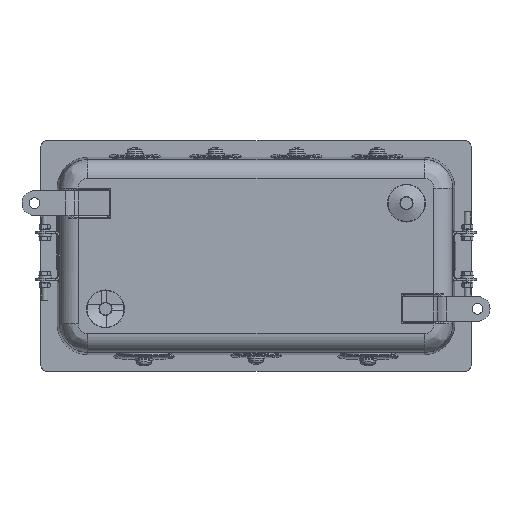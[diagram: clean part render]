
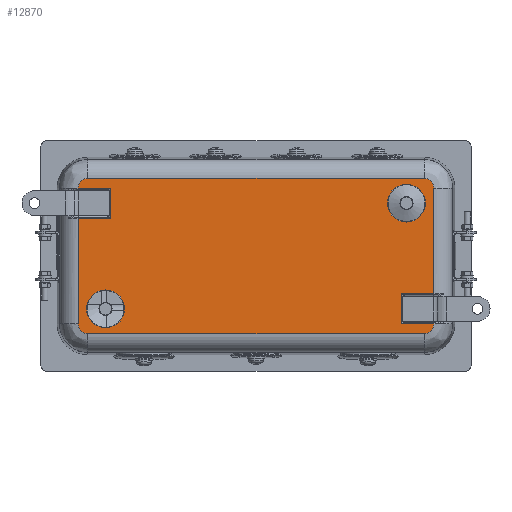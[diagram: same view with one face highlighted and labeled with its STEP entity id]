
A CAD part, front view. The second image highlights one B-rep face of the part: STEP entity #12870.
In plain terms, the highlighted planar face has unit normal (0, -1, 0).
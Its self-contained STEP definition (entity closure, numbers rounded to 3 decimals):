
#909=LINE('',#19333,#1602);
#958=LINE('',#19512,#1651);
#959=LINE('',#19514,#1652);
#960=LINE('',#19515,#1653);
#961=LINE('',#19519,#1654);
#962=LINE('',#19523,#1655);
#963=LINE('',#19525,#1656);
#964=LINE('',#19527,#1657);
#965=LINE('',#19529,#1658);
#966=LINE('',#19533,#1659);
#1602=VECTOR('',#15491,10.);
#1651=VECTOR('',#15670,10.);
#1652=VECTOR('',#15671,10.);
#1653=VECTOR('',#15672,10.);
#1654=VECTOR('',#15675,10.);
#1655=VECTOR('',#15678,10.);
#1656=VECTOR('',#15679,10.);
#1657=VECTOR('',#15680,10.);
#1658=VECTOR('',#15681,10.);
#1659=VECTOR('',#15684,10.);
#3133=FACE_BOUND('',#4108,.T.);
#3134=FACE_BOUND('',#4109,.T.);
#3311=FACE_OUTER_BOUND('',#4107,.T.);
#4107=EDGE_LOOP('',(#9155,#9156,#9157,#9158,#9159,#9160,#9161,#9162,#9163,
#9164,#9165,#9166,#9167,#9168));
#4108=EDGE_LOOP('',(#9169));
#4109=EDGE_LOOP('',(#9170));
#4947=CIRCLE('',#13786,15.194);
#4949=CIRCLE('',#13790,7.896);
#4950=CIRCLE('',#13791,7.896);
#4951=CIRCLE('',#13792,7.896);
#4952=CIRCLE('',#13793,7.896);
#4953=CIRCLE('',#13794,15.194);
#5703=VERTEX_POINT('',#19330);
#5704=VERTEX_POINT('',#19332);
#5754=VERTEX_POINT('',#19502);
#5756=VERTEX_POINT('',#19510);
#5757=VERTEX_POINT('',#19511);
#5758=VERTEX_POINT('',#19513);
#5759=VERTEX_POINT('',#19516);
#5760=VERTEX_POINT('',#19518);
#5761=VERTEX_POINT('',#19520);
#5762=VERTEX_POINT('',#19522);
#5763=VERTEX_POINT('',#19524);
#5764=VERTEX_POINT('',#19526);
#5765=VERTEX_POINT('',#19528);
#5766=VERTEX_POINT('',#19530);
#5767=VERTEX_POINT('',#19532);
#5768=VERTEX_POINT('',#19535);
#6970=EDGE_CURVE('',#5703,#5704,#909,.T.);
#7050=EDGE_CURVE('',#5754,#5754,#4947,.T.);
#7053=EDGE_CURVE('',#5756,#5757,#958,.T.);
#7054=EDGE_CURVE('',#5758,#5757,#959,.T.);
#7055=EDGE_CURVE('',#5704,#5758,#960,.T.);
#7056=EDGE_CURVE('',#5759,#5703,#4949,.T.);
#7057=EDGE_CURVE('',#5760,#5759,#961,.T.);
#7058=EDGE_CURVE('',#5761,#5760,#4950,.T.);
#7059=EDGE_CURVE('',#5762,#5761,#962,.T.);
#7060=EDGE_CURVE('',#5763,#5762,#963,.T.);
#7061=EDGE_CURVE('',#5763,#5764,#964,.T.);
#7062=EDGE_CURVE('',#5765,#5764,#965,.T.);
#7063=EDGE_CURVE('',#5766,#5765,#4951,.T.);
#7064=EDGE_CURVE('',#5767,#5766,#966,.T.);
#7065=EDGE_CURVE('',#5756,#5767,#4952,.T.);
#7066=EDGE_CURVE('',#5768,#5768,#4953,.T.);
#9155=ORIENTED_EDGE('',*,*,#7053,.T.);
#9156=ORIENTED_EDGE('',*,*,#7054,.F.);
#9157=ORIENTED_EDGE('',*,*,#7055,.F.);
#9158=ORIENTED_EDGE('',*,*,#6970,.F.);
#9159=ORIENTED_EDGE('',*,*,#7056,.F.);
#9160=ORIENTED_EDGE('',*,*,#7057,.F.);
#9161=ORIENTED_EDGE('',*,*,#7058,.F.);
#9162=ORIENTED_EDGE('',*,*,#7059,.F.);
#9163=ORIENTED_EDGE('',*,*,#7060,.F.);
#9164=ORIENTED_EDGE('',*,*,#7061,.T.);
#9165=ORIENTED_EDGE('',*,*,#7062,.F.);
#9166=ORIENTED_EDGE('',*,*,#7063,.F.);
#9167=ORIENTED_EDGE('',*,*,#7064,.F.);
#9168=ORIENTED_EDGE('',*,*,#7065,.F.);
#9169=ORIENTED_EDGE('',*,*,#7066,.F.);
#9170=ORIENTED_EDGE('',*,*,#7050,.F.);
#12480=PLANE('',#13789);
#12870=ADVANCED_FACE('',(#3311,#3133,#3134),#12480,.T.);
#13786=AXIS2_PLACEMENT_3D('',#19504,#15661,#15662);
#13789=AXIS2_PLACEMENT_3D('',#19509,#15668,#15669);
#13790=AXIS2_PLACEMENT_3D('',#19517,#15673,#15674);
#13791=AXIS2_PLACEMENT_3D('',#19521,#15676,#15677);
#13792=AXIS2_PLACEMENT_3D('',#19531,#15682,#15683);
#13793=AXIS2_PLACEMENT_3D('',#19534,#15685,#15686);
#13794=AXIS2_PLACEMENT_3D('',#19536,#15687,#15688);
#15491=DIRECTION('',(0.,0.,1.));
#15661=DIRECTION('center_axis',(0.,-1.,0.));
#15662=DIRECTION('ref_axis',(-1.,0.,0.));
#15668=DIRECTION('center_axis',(0.,-1.,0.));
#15669=DIRECTION('ref_axis',(1.,0.,0.));
#15670=DIRECTION('',(1.,0.,0.));
#15671=DIRECTION('',(0.,0.,1.));
#15672=DIRECTION('',(1.,0.,0.));
#15673=DIRECTION('center_axis',(0.,1.,0.));
#15674=DIRECTION('ref_axis',(-0.707,0.,-0.707));
#15675=DIRECTION('',(-1.,0.,0.));
#15676=DIRECTION('center_axis',(0.,1.,0.));
#15677=DIRECTION('ref_axis',(0.707,0.,-0.707));
#15678=DIRECTION('',(1.,0.,0.));
#15679=DIRECTION('',(0.,0.,-1.));
#15680=DIRECTION('',(1.,0.,0.));
#15681=DIRECTION('',(0.,0.,-1.));
#15682=DIRECTION('center_axis',(0.,1.,0.));
#15683=DIRECTION('ref_axis',(0.707,0.,0.707));
#15684=DIRECTION('',(1.,0.,0.));
#15685=DIRECTION('center_axis',(0.,1.,0.));
#15686=DIRECTION('ref_axis',(-0.707,0.,0.707));
#15687=DIRECTION('center_axis',(0.,-1.,0.));
#15688=DIRECTION('ref_axis',(-1.,0.,0.));
#19330=CARTESIAN_POINT('',(-142.896,4.,-54.5));
#19332=CARTESIAN_POINT('',(-142.896,4.,30.5));
#19333=CARTESIAN_POINT('',(-142.896,4.,-27.25));
#19502=CARTESIAN_POINT('',(136.09,4.,42.5));
#19504=CARTESIAN_POINT('Origin',(120.896,4.,42.5));
#19509=CARTESIAN_POINT('Origin',(0.,4.,
0.));
#19510=CARTESIAN_POINT('',(-142.896,4.,54.5));
#19511=CARTESIAN_POINT('',(-116.896,4.,54.5));
#19512=CARTESIAN_POINT('',(-58.948,4.,54.5));
#19513=CARTESIAN_POINT('',(-116.896,4.,30.5));
#19514=CARTESIAN_POINT('',(-116.896,4.,15.75));
#19515=CARTESIAN_POINT('',(-83.948,4.,30.5));
#19516=CARTESIAN_POINT('',(-135.,4.,-62.396));
#19517=CARTESIAN_POINT('Origin',(-135.,4.,-54.5));
#19518=CARTESIAN_POINT('',(135.,4.,-62.396));
#19519=CARTESIAN_POINT('',(67.5,4.,-62.396));
#19520=CARTESIAN_POINT('',(142.896,4.,-54.5));
#19521=CARTESIAN_POINT('Origin',(135.,4.,-54.5));
#19522=CARTESIAN_POINT('',(116.896,4.,-54.5));
#19523=CARTESIAN_POINT('',(58.948,4.,-54.5));
#19524=CARTESIAN_POINT('',(116.896,4.,-30.5));
#19525=CARTESIAN_POINT('',(116.896,4.,-15.75));
#19526=CARTESIAN_POINT('',(142.896,4.,-30.5));
#19527=CARTESIAN_POINT('',(83.948,4.,-30.5));
#19528=CARTESIAN_POINT('',(142.896,4.,54.5));
#19529=CARTESIAN_POINT('',(142.896,4.,27.25));
#19530=CARTESIAN_POINT('',(135.,4.,62.396));
#19531=CARTESIAN_POINT('Origin',(135.,4.,54.5));
#19532=CARTESIAN_POINT('',(-135.,4.,62.396));
#19533=CARTESIAN_POINT('',(-67.5,4.,62.396));
#19534=CARTESIAN_POINT('Origin',(-135.,4.,54.5));
#19535=CARTESIAN_POINT('',(-105.701,4.,-42.5));
#19536=CARTESIAN_POINT('Origin',(-120.896,4.,-42.5));
